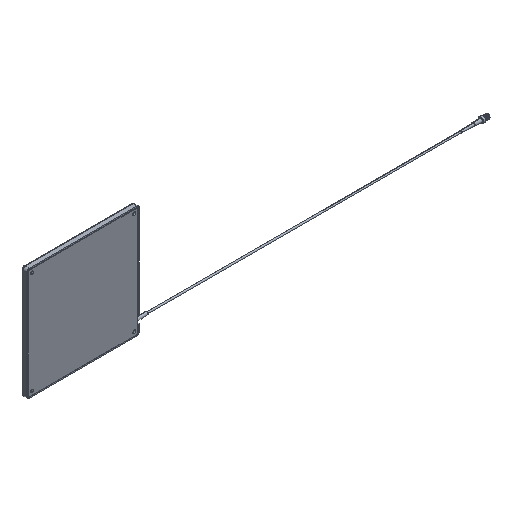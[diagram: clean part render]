
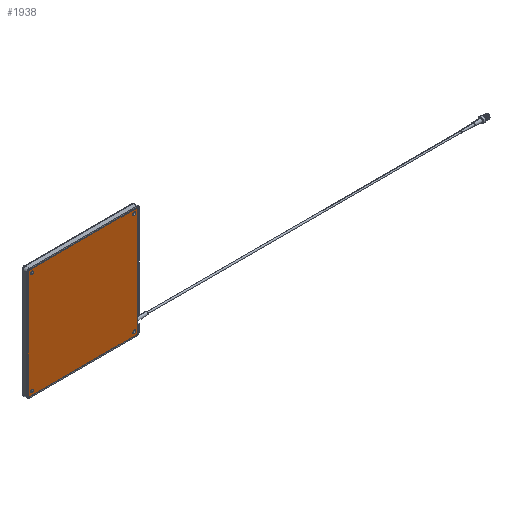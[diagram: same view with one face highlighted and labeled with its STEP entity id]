
A CAD part, isometric view. The second image highlights one B-rep face of the part: STEP entity #1938.
In plain terms, the highlighted planar face has unit normal (0, -1, 0).
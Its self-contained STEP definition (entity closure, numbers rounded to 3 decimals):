
#20 = DIRECTION ( 'NONE',  ( 0., 1., 0. ) ) ;
#42 = CARTESIAN_POINT ( 'NONE',  ( 7., -0.25, -147. ) ) ;
#113 = CARTESIAN_POINT ( 'NONE',  ( 2., -0.25, -149.5 ) ) ;
#223 = CIRCLE ( 'NONE', #2011, 2. ) ;
#224 = EDGE_CURVE ( 'NONE', #547, #598, #773, .T. ) ;
#233 = EDGE_CURVE ( 'NONE', #5096, #2931, #1030, .T. ) ;
#270 = CIRCLE ( 'NONE', #3246, 2. ) ;
#321 = ORIENTED_EDGE ( 'NONE', *, *, #1375, .T. ) ;
#392 = CARTESIAN_POINT ( 'NONE',  ( 149.5, -0.25, -2. ) ) ;
#435 = AXIS2_PLACEMENT_3D ( 'NONE', #4017, #1953, #6639 ) ;
#442 = DIRECTION ( 'NONE',  ( 0., 0., 1. ) ) ;
#483 = AXIS2_PLACEMENT_3D ( 'NONE', #4451, #6563, #738 ) ;
#490 = DIRECTION ( 'NONE',  ( 0., 1., 0. ) ) ;
#495 = EDGE_CURVE ( 'NONE', #3135, #6779, #1656, .T. ) ;
#496 = CARTESIAN_POINT ( 'NONE',  ( 4.5, -0.25, -152. ) ) ;
#497 = DIRECTION ( 'NONE',  ( 0., 0., 1. ) ) ;
#506 = ORIENTED_EDGE ( 'NONE', *, *, #4064, .F. ) ;
#508 = CARTESIAN_POINT ( 'NONE',  ( 7., -0.25, -7. ) ) ;
#510 = ORIENTED_EDGE ( 'NONE', *, *, #5045, .T. ) ;
#521 = CIRCLE ( 'NONE', #6349, 2. ) ;
#532 = EDGE_CURVE ( 'NONE', #6605, #5268, #1590, .T. ) ;
#541 = ORIENTED_EDGE ( 'NONE', *, *, #1893, .F. ) ;
#547 = VERTEX_POINT ( 'NONE', #1937 ) ;
#555 = CARTESIAN_POINT ( 'NONE',  ( 2., -0.25, -4.5 ) ) ;
#598 = VERTEX_POINT ( 'NONE', #2452 ) ;
#738 = DIRECTION ( 'NONE',  ( 0., 0., 1. ) ) ;
#773 = LINE ( 'NONE', #5353, #930 ) ;
#785 = EDGE_CURVE ( 'NONE', #5952, #3210, #270, .T. ) ;
#832 = AXIS2_PLACEMENT_3D ( 'NONE', #6586, #3819, #3960 ) ;
#880 = DIRECTION ( 'NONE',  ( 0., 0., 1. ) ) ;
#930 = VECTOR ( 'NONE', #2360, 1000. ) ;
#949 = DIRECTION ( 'NONE',  ( -1., 0., 0. ) ) ;
#1030 = CIRCLE ( 'NONE', #483, 2. ) ;
#1036 = VECTOR ( 'NONE', #6372, 1000. ) ;
#1088 = DIRECTION ( 'NONE',  ( 0., 1., 0. ) ) ;
#1227 = VERTEX_POINT ( 'NONE', #4717 ) ;
#1247 = ORIENTED_EDGE ( 'NONE', *, *, #233, .T. ) ;
#1294 = AXIS2_PLACEMENT_3D ( 'NONE', #508, #20, #5818 ) ;
#1296 = ORIENTED_EDGE ( 'NONE', *, *, #224, .F. ) ;
#1372 = ORIENTED_EDGE ( 'NONE', *, *, #785, .T. ) ;
#1375 = EDGE_CURVE ( 'NONE', #2931, #5096, #3368, .T. ) ;
#1403 = EDGE_LOOP ( 'NONE', ( #3712, #1372 ) ) ;
#1429 = AXIS2_PLACEMENT_3D ( 'NONE', #1738, #1088, #3262 ) ;
#1571 = ORIENTED_EDGE ( 'NONE', *, *, #4985, .F. ) ;
#1590 = CIRCLE ( 'NONE', #1928, 2. ) ;
#1656 = LINE ( 'NONE', #555, #1036 ) ;
#1705 = FACE_BOUND ( 'NONE', #3811, .T. ) ;
#1727 = AXIS2_PLACEMENT_3D ( 'NONE', #4136, #4573, #5061 ) ;
#1738 = CARTESIAN_POINT ( 'NONE',  ( 147., -0.25, -7. ) ) ;
#1768 = CARTESIAN_POINT ( 'NONE',  ( 4.5, -0.25, -2. ) ) ;
#1876 = VECTOR ( 'NONE', #949, 1000. ) ;
#1893 = EDGE_CURVE ( 'NONE', #1950, #547, #2864, .T. ) ;
#1928 = AXIS2_PLACEMENT_3D ( 'NONE', #3341, #5026, #3416 ) ;
#1937 = CARTESIAN_POINT ( 'NONE',  ( 152., -0.25, -4.5 ) ) ;
#1938 = ADVANCED_FACE ( 'NONE', ( #3227, #1705, #4870, #3329, #5422 ), #2328, .F. ) ;
#1950 = VERTEX_POINT ( 'NONE', #392 ) ;
#1953 = DIRECTION ( 'NONE',  ( 0., 1., 0. ) ) ;
#2011 = AXIS2_PLACEMENT_3D ( 'NONE', #42, #5222, #497 ) ;
#2038 = CARTESIAN_POINT ( 'NONE',  ( 149.5, -0.25, -149.5 ) ) ;
#2311 = ORIENTED_EDGE ( 'NONE', *, *, #3023, .T. ) ;
#2328 = PLANE ( 'NONE',  #435 ) ;
#2360 = DIRECTION ( 'NONE',  ( 0., 0., -1. ) ) ;
#2452 = CARTESIAN_POINT ( 'NONE',  ( 152., -0.25, -149.5 ) ) ;
#2511 = CIRCLE ( 'NONE', #1727, 2.5 ) ;
#2580 = CARTESIAN_POINT ( 'NONE',  ( 7., -0.25, -7. ) ) ;
#2609 = DIRECTION ( 'NONE',  ( 0., 0., 1. ) ) ;
#2841 = DIRECTION ( 'NONE',  ( 1., 0., 0. ) ) ;
#2847 = ORIENTED_EDGE ( 'NONE', *, *, #6336, .T. ) ;
#2864 = CIRCLE ( 'NONE', #4176, 2.5 ) ;
#2878 = CIRCLE ( 'NONE', #5183, 2.5 ) ;
#2886 = VERTEX_POINT ( 'NONE', #6464 ) ;
#2890 = CARTESIAN_POINT ( 'NONE',  ( 7., -0.25, -9. ) ) ;
#2931 = VERTEX_POINT ( 'NONE', #3537 ) ;
#3023 = EDGE_CURVE ( 'NONE', #5451, #2886, #223, .T. ) ;
#3129 = VERTEX_POINT ( 'NONE', #1768 ) ;
#3135 = VERTEX_POINT ( 'NONE', #113 ) ;
#3210 = VERTEX_POINT ( 'NONE', #6142 ) ;
#3211 = CARTESIAN_POINT ( 'NONE',  ( 147., -0.25, -145. ) ) ;
#3227 = FACE_BOUND ( 'NONE', #5816, .T. ) ;
#3246 = AXIS2_PLACEMENT_3D ( 'NONE', #2580, #4661, #880 ) ;
#3262 = DIRECTION ( 'NONE',  ( 0., 0., 1. ) ) ;
#3306 = CARTESIAN_POINT ( 'NONE',  ( 147., -0.25, -5. ) ) ;
#3329 = FACE_BOUND ( 'NONE', #1403, .T. ) ;
#3341 = CARTESIAN_POINT ( 'NONE',  ( 147., -0.25, -7. ) ) ;
#3348 = CARTESIAN_POINT ( 'NONE',  ( 149.5, -0.25, -2. ) ) ;
#3368 = CIRCLE ( 'NONE', #832, 2. ) ;
#3384 = VECTOR ( 'NONE', #2841, 1000. ) ;
#3401 = ORIENTED_EDGE ( 'NONE', *, *, #5298, .F. ) ;
#3416 = DIRECTION ( 'NONE',  ( 0., 0., 1. ) ) ;
#3481 = DIRECTION ( 'NONE',  ( 0., 0., 1. ) ) ;
#3537 = CARTESIAN_POINT ( 'NONE',  ( 147., -0.25, -149. ) ) ;
#3712 = ORIENTED_EDGE ( 'NONE', *, *, #4231, .T. ) ;
#3811 = EDGE_LOOP ( 'NONE', ( #510, #2311 ) ) ;
#3819 = DIRECTION ( 'NONE',  ( 0., 1., 0. ) ) ;
#3838 = CARTESIAN_POINT ( 'NONE',  ( 149.5, -0.25, -4.5 ) ) ;
#3866 = LINE ( 'NONE', #3348, #3384 ) ;
#3913 = EDGE_LOOP ( 'NONE', ( #506, #4124, #4966, #1571, #5401, #3401, #1296, #541 ) ) ;
#3960 = DIRECTION ( 'NONE',  ( 0., 0., 1. ) ) ;
#4017 = CARTESIAN_POINT ( 'NONE',  ( 3.5, -0.25, -150.5 ) ) ;
#4064 = EDGE_CURVE ( 'NONE', #3129, #1950, #3866, .T. ) ;
#4124 = ORIENTED_EDGE ( 'NONE', *, *, #6773, .F. ) ;
#4136 = CARTESIAN_POINT ( 'NONE',  ( 4.5, -0.25, -149.5 ) ) ;
#4157 = AXIS2_PLACEMENT_3D ( 'NONE', #2038, #6713, #442 ) ;
#4176 = AXIS2_PLACEMENT_3D ( 'NONE', #3838, #6428, #5941 ) ;
#4231 = EDGE_CURVE ( 'NONE', #3210, #5952, #4260, .T. ) ;
#4260 = CIRCLE ( 'NONE', #1294, 2. ) ;
#4372 = CARTESIAN_POINT ( 'NONE',  ( 147., -0.25, -9. ) ) ;
#4381 = CARTESIAN_POINT ( 'NONE',  ( 4.5, -0.25, -152. ) ) ;
#4451 = CARTESIAN_POINT ( 'NONE',  ( 147., -0.25, -147. ) ) ;
#4474 = CIRCLE ( 'NONE', #4157, 2.5 ) ;
#4512 = CARTESIAN_POINT ( 'NONE',  ( 7., -0.25, -147. ) ) ;
#4573 = DIRECTION ( 'NONE',  ( 0., 1., 0. ) ) ;
#4661 = DIRECTION ( 'NONE',  ( 0., 1., 0. ) ) ;
#4717 = CARTESIAN_POINT ( 'NONE',  ( 149.5, -0.25, -152. ) ) ;
#4870 = FACE_BOUND ( 'NONE', #5834, .T. ) ;
#4966 = ORIENTED_EDGE ( 'NONE', *, *, #495, .F. ) ;
#4985 = EDGE_CURVE ( 'NONE', #5881, #3135, #2511, .T. ) ;
#5026 = DIRECTION ( 'NONE',  ( 0., 1., 0. ) ) ;
#5045 = EDGE_CURVE ( 'NONE', #2886, #5451, #521, .T. ) ;
#5061 = DIRECTION ( 'NONE',  ( 0., 0., 1. ) ) ;
#5083 = LINE ( 'NONE', #496, #1876 ) ;
#5096 = VERTEX_POINT ( 'NONE', #3211 ) ;
#5168 = DIRECTION ( 'NONE',  ( 0., 1., 0. ) ) ;
#5183 = AXIS2_PLACEMENT_3D ( 'NONE', #6763, #490, #2609 ) ;
#5222 = DIRECTION ( 'NONE',  ( 0., 1., 0. ) ) ;
#5268 = VERTEX_POINT ( 'NONE', #3306 ) ;
#5298 = EDGE_CURVE ( 'NONE', #598, #1227, #4474, .T. ) ;
#5353 = CARTESIAN_POINT ( 'NONE',  ( 152., -0.25, -149.5 ) ) ;
#5380 = CIRCLE ( 'NONE', #1429, 2. ) ;
#5401 = ORIENTED_EDGE ( 'NONE', *, *, #6424, .F. ) ;
#5422 = FACE_OUTER_BOUND ( 'NONE', #3913, .T. ) ;
#5451 = VERTEX_POINT ( 'NONE', #6530 ) ;
#5816 = EDGE_LOOP ( 'NONE', ( #1247, #321 ) ) ;
#5818 = DIRECTION ( 'NONE',  ( 0., 0., 1. ) ) ;
#5834 = EDGE_LOOP ( 'NONE', ( #2847, #6390 ) ) ;
#5881 = VERTEX_POINT ( 'NONE', #4381 ) ;
#5941 = DIRECTION ( 'NONE',  ( 0., 0., 1. ) ) ;
#5952 = VERTEX_POINT ( 'NONE', #2890 ) ;
#6142 = CARTESIAN_POINT ( 'NONE',  ( 7., -0.25, -5. ) ) ;
#6336 = EDGE_CURVE ( 'NONE', #5268, #6605, #5380, .T. ) ;
#6349 = AXIS2_PLACEMENT_3D ( 'NONE', #4512, #5168, #3481 ) ;
#6372 = DIRECTION ( 'NONE',  ( 0., 0., 1. ) ) ;
#6390 = ORIENTED_EDGE ( 'NONE', *, *, #532, .T. ) ;
#6424 = EDGE_CURVE ( 'NONE', #1227, #5881, #5083, .T. ) ;
#6428 = DIRECTION ( 'NONE',  ( 0., 1., 0. ) ) ;
#6464 = CARTESIAN_POINT ( 'NONE',  ( 7., -0.25, -145. ) ) ;
#6530 = CARTESIAN_POINT ( 'NONE',  ( 7., -0.25, -149. ) ) ;
#6563 = DIRECTION ( 'NONE',  ( 0., 1., 0. ) ) ;
#6586 = CARTESIAN_POINT ( 'NONE',  ( 147., -0.25, -147. ) ) ;
#6605 = VERTEX_POINT ( 'NONE', #4372 ) ;
#6634 = CARTESIAN_POINT ( 'NONE',  ( 2., -0.25, -4.5 ) ) ;
#6639 = DIRECTION ( 'NONE',  ( 0., 0., 1. ) ) ;
#6713 = DIRECTION ( 'NONE',  ( 0., 1., 0. ) ) ;
#6763 = CARTESIAN_POINT ( 'NONE',  ( 4.5, -0.25, -4.5 ) ) ;
#6773 = EDGE_CURVE ( 'NONE', #6779, #3129, #2878, .T. ) ;
#6779 = VERTEX_POINT ( 'NONE', #6634 ) ;
